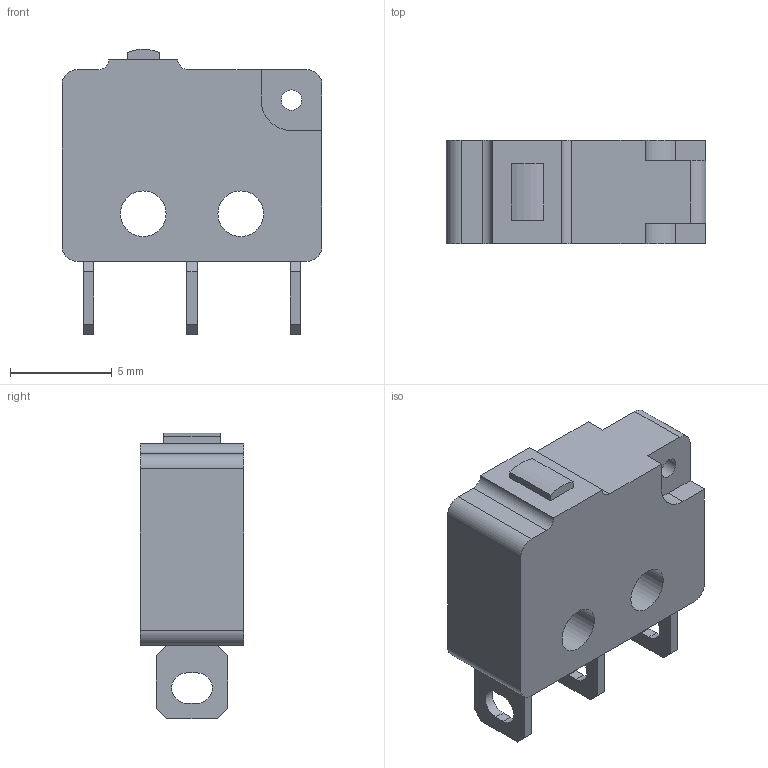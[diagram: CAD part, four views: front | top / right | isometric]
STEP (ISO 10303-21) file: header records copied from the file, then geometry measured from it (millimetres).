
FILE_DESCRIPTION(/* description */ (''),/* implementation_level */ '2;1');
FILE_NAME(/* name */ 'Saia-Burgess_F4T7-UL.step',/* time_stamp */ '2023-08-16T11:54:35+02:00',/* author */ (''),/* organization */ (''),/* preprocessor_version */ 'ST-DEVELOPER v20',/* originating_system */ 'Autodesk Translation Framework v12.9.0.99',/* authorisation */ '');
FILE_SCHEMA (('AUTOMOTIVE_DESIGN { 1 0 10303 214 3 1 1 }'));
Length unit declared in the file: millimetre
Products named in the file (2): Saia-Burgess_F4T7-UL; Component1
Assembly tree (1 placements, depth 2):
  Saia-Burgess_F4T7-UL
    Component1
Bounding box: 12.8 x 5.1 x 14.04 mm (x, y, z)
Volume: 580.3 mm3; surface area: 629.7 mm2
Topology: 5 solids, 5 shells, 73 faces, 189 edges, 126 vertices
Faces by surface type: plane 55, cylinder 18
Full cylindrical faces by diameter (mm): 1 x1, 2.25 x2
Entity records: 2313 total; most frequent: CARTESIAN_POINT 391, ORIENTED_EDGE 378, DIRECTION 377, EDGE_CURVE 189, LINE 153, VECTOR 153, VERTEX_POINT 126, AXIS2_PLACEMENT_3D 112
